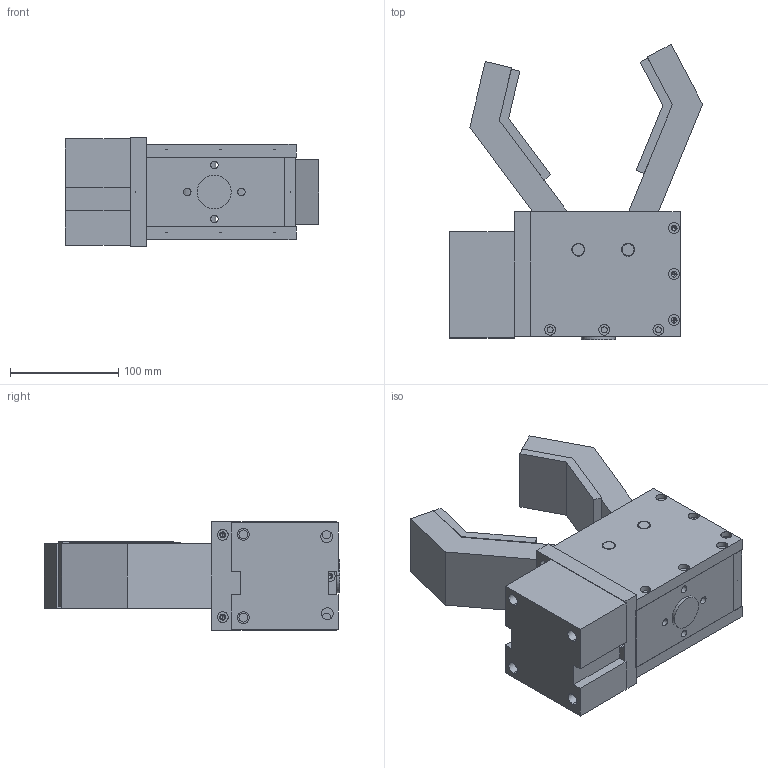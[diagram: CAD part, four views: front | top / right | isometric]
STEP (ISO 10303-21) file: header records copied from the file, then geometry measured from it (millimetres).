
FILE_DESCRIPTION (( 'STEP AP214' ), '1' );
FILE_NAME ('JO-000.STEP', '2012-06-17T04:01:48', ( '' ), ( '' ), 'SwSTEP 2.0', 'SolidWorks 2010', '' );
FILE_SCHEMA (( 'AUTOMOTIVE_DESIGN' ));
Length unit declared in the file: millimetre
Products named in the file (9): JO-009; JO-001; JO-010; JO-004; JO-007; JO-000; JO-003; JO-005; JO-006
Assembly tree (12 placements, depth 2):
  JO-000
    JO-007  x2
    JO-010  x2
    JO-001  x2
    JO-003
    JO-009
    JO-006
    JO-004  x2
    JO-005
Bounding box: 233.83 x 272.73 x 100 mm (x, y, z)
Volume: 2043527 mm3; surface area: 335348.9 mm2
Topology: 12 solids, 12 shells, 350 faces, 863 edges, 536 vertices
Faces by surface type: cylinder 192, plane 106, cone 52
Entity records: 8469 total; most frequent: CARTESIAN_POINT 1526, DIRECTION 1473, ORIENTED_EDGE 1258, EDGE_CURVE 629, AXIS2_PLACEMENT_3D 579, VERTEX_POINT 412, EDGE_LOOP 367, VECTOR 315
